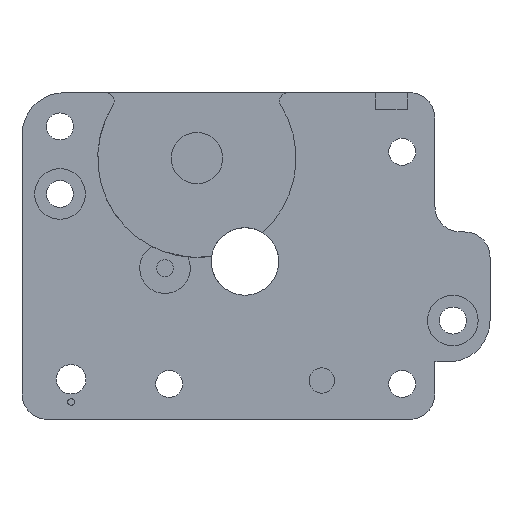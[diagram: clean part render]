
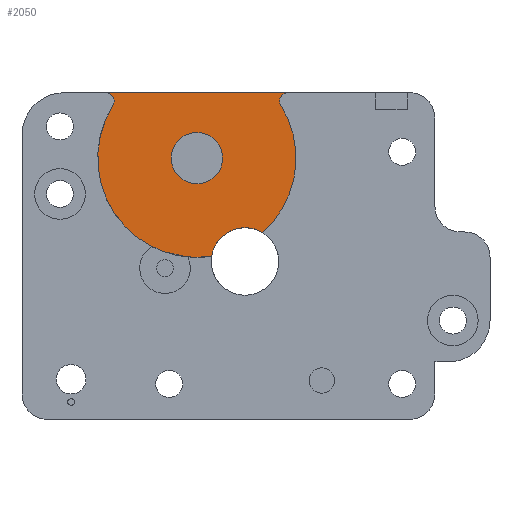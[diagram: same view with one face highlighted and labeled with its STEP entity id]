
A CAD part, left-side view. The second image highlights one B-rep face of the part: STEP entity #2050.
In plain terms, the highlighted planar face has unit normal (-1, 0, 0).
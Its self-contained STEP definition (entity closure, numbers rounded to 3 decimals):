
#26 = EDGE_CURVE ( 'NONE', #3100, #1630, #3355, .T. ) ;
#63 = ORIENTED_EDGE ( 'NONE', *, *, #2031, .F. ) ;
#235 = DIRECTION ( 'NONE',  ( 0., 0., -1. ) ) ;
#266 = ORIENTED_EDGE ( 'NONE', *, *, #3065, .F. ) ;
#435 = VERTEX_POINT ( 'NONE', #3114 ) ;
#464 = VERTEX_POINT ( 'NONE', #1840 ) ;
#597 = EDGE_LOOP ( 'NONE', ( #2387, #2612, #2611, #2896, #2753, #3299, #266 ) ) ;
#699 = DIRECTION ( 'NONE',  ( 0., 0., -1. ) ) ;
#779 = CARTESIAN_POINT ( 'NONE',  ( 20.07, 5.905, 65.904 ) ) ;
#794 = DIRECTION ( 'NONE',  ( 0., 0., -1. ) ) ;
#845 = PLANE ( 'NONE',  #2064 ) ;
#851 = CARTESIAN_POINT ( 'NONE',  ( 20.07, 0.2, 57.669 ) ) ;
#935 = DIRECTION ( 'NONE',  ( 0., 0., -1. ) ) ;
#947 = VERTEX_POINT ( 'NONE', #2266 ) ;
#957 = VECTOR ( 'NONE', #2948, 1000. ) ;
#1095 = AXIS2_PLACEMENT_3D ( 'NONE', #1140, #2795, #4128 ) ;
#1118 = CARTESIAN_POINT ( 'NONE',  ( 20.07, -4.054, 72.138 ) ) ;
#1140 = CARTESIAN_POINT ( 'NONE',  ( 20.07, 5.905, 65.904 ) ) ;
#1217 = DIRECTION ( 'NONE',  ( 0., 0., -1. ) ) ;
#1310 = CARTESIAN_POINT ( 'NONE',  ( 20.07, -4.902, 72.669 ) ) ;
#1317 = CARTESIAN_POINT ( 'NONE',  ( 20.07, 5.905, 68.954 ) ) ;
#1346 = EDGE_CURVE ( 'NONE', #464, #3420, #3809, .T. ) ;
#1440 = FACE_BOUND ( 'NONE', #2153, .T. ) ;
#1443 = CIRCLE ( 'NONE', #2836, 4. ) ;
#1464 = FACE_OUTER_BOUND ( 'NONE', #597, .T. ) ;
#1485 = CARTESIAN_POINT ( 'NONE',  ( 20.07, 5.905, 65.904 ) ) ;
#1507 = AXIS2_PLACEMENT_3D ( 'NONE', #2032, #2421, #699 ) ;
#1542 = DIRECTION ( 'NONE',  ( -1., 0., 0. ) ) ;
#1580 = CARTESIAN_POINT ( 'NONE',  ( 20.07, 5.905, 65.904 ) ) ;
#1630 = VERTEX_POINT ( 'NONE', #4181 ) ;
#1643 = LINE ( 'NONE', #1969, #957 ) ;
#1702 = EDGE_CURVE ( 'NONE', #2959, #3298, #3603, .T. ) ;
#1722 = VERTEX_POINT ( 'NONE', #851 ) ;
#1772 = EDGE_CURVE ( 'NONE', #947, #435, #1643, .T. ) ;
#1840 = CARTESIAN_POINT ( 'NONE',  ( 20.07, 4.152, 54.286 ) ) ;
#1969 = CARTESIAN_POINT ( 'NONE',  ( 20.07, -3.244, 73.669 ) ) ;
#2031 = EDGE_CURVE ( 'NONE', #1630, #3100, #2492, .T. ) ;
#2032 = CARTESIAN_POINT ( 'NONE',  ( 20.07, 16.713, 72.669 ) ) ;
#2050 = ADVANCED_FACE ( 'NONE', ( #1440, #1464 ), #845, .F. ) ;
#2064 = AXIS2_PLACEMENT_3D ( 'NONE', #779, #2811, #4076 ) ;
#2092 = DIRECTION ( 'NONE',  ( -1., 0., 0. ) ) ;
#2153 = EDGE_LOOP ( 'NONE', ( #3092, #63 ) ) ;
#2193 = DIRECTION ( 'NONE',  ( -1., 0., 0. ) ) ;
#2239 = CARTESIAN_POINT ( 'NONE',  ( 20.07, 0.2, 53.669 ) ) ;
#2266 = CARTESIAN_POINT ( 'NONE',  ( 20.07, 16.713, 73.669 ) ) ;
#2342 = CIRCLE ( 'NONE', #1507, 1. ) ;
#2387 = ORIENTED_EDGE ( 'NONE', *, *, #3931, .F. ) ;
#2421 = DIRECTION ( 'NONE',  ( 1., 0., 0. ) ) ;
#2430 = EDGE_CURVE ( 'NONE', #2959, #435, #3957, .T. ) ;
#2454 = CARTESIAN_POINT ( 'NONE',  ( 20.07, 5.905, 65.904 ) ) ;
#2492 = CIRCLE ( 'NONE', #2633, 3.05 ) ;
#2569 = AXIS2_PLACEMENT_3D ( 'NONE', #1310, #3926, #935 ) ;
#2611 = ORIENTED_EDGE ( 'NONE', *, *, #2430, .T. ) ;
#2612 = ORIENTED_EDGE ( 'NONE', *, *, #1702, .F. ) ;
#2633 = AXIS2_PLACEMENT_3D ( 'NONE', #1485, #2092, #4147 ) ;
#2753 = ORIENTED_EDGE ( 'NONE', *, *, #3330, .T. ) ;
#2795 = DIRECTION ( 'NONE',  ( 1., 0., 0. ) ) ;
#2808 = DIRECTION ( 'NONE',  ( -1., 0., 0. ) ) ;
#2811 = DIRECTION ( 'NONE',  ( 1., 0., 0. ) ) ;
#2829 = CIRCLE ( 'NONE', #3877, 4. ) ;
#2836 = AXIS2_PLACEMENT_3D ( 'NONE', #2239, #2193, #235 ) ;
#2863 = DIRECTION ( 'NONE',  ( 0., 0., 1. ) ) ;
#2882 = CARTESIAN_POINT ( 'NONE',  ( 20.07, 15.865, 72.138 ) ) ;
#2896 = ORIENTED_EDGE ( 'NONE', *, *, #1772, .F. ) ;
#2948 = DIRECTION ( 'NONE',  ( 0., -1., 0. ) ) ;
#2959 = VERTEX_POINT ( 'NONE', #1118 ) ;
#3011 = AXIS2_PLACEMENT_3D ( 'NONE', #1580, #1542, #2863 ) ;
#3065 = EDGE_CURVE ( 'NONE', #1722, #464, #1443, .T. ) ;
#3092 = ORIENTED_EDGE ( 'NONE', *, *, #26, .F. ) ;
#3100 = VERTEX_POINT ( 'NONE', #1317 ) ;
#3114 = CARTESIAN_POINT ( 'NONE',  ( 20.07, -4.902, 73.669 ) ) ;
#3298 = VERTEX_POINT ( 'NONE', #4021 ) ;
#3299 = ORIENTED_EDGE ( 'NONE', *, *, #1346, .F. ) ;
#3330 = EDGE_CURVE ( 'NONE', #947, #3420, #2342, .T. ) ;
#3355 = CIRCLE ( 'NONE', #3011, 3.05 ) ;
#3420 = VERTEX_POINT ( 'NONE', #2882 ) ;
#3603 = CIRCLE ( 'NONE', #1095, 11.75 ) ;
#3782 = DIRECTION ( 'NONE',  ( 1., 0., 0. ) ) ;
#3809 = CIRCLE ( 'NONE', #4032, 11.75 ) ;
#3877 = AXIS2_PLACEMENT_3D ( 'NONE', #4212, #2808, #1217 ) ;
#3926 = DIRECTION ( 'NONE',  ( 1., 0., 0. ) ) ;
#3931 = EDGE_CURVE ( 'NONE', #3298, #1722, #2829, .T. ) ;
#3957 = CIRCLE ( 'NONE', #2569, 1. ) ;
#4021 = CARTESIAN_POINT ( 'NONE',  ( 20.07, -1.868, 57.093 ) ) ;
#4032 = AXIS2_PLACEMENT_3D ( 'NONE', #2454, #3782, #794 ) ;
#4076 = DIRECTION ( 'NONE',  ( 0., 0., -1. ) ) ;
#4128 = DIRECTION ( 'NONE',  ( 0., 0., -1. ) ) ;
#4147 = DIRECTION ( 'NONE',  ( 0., 0., 1. ) ) ;
#4181 = CARTESIAN_POINT ( 'NONE',  ( 20.07, 5.905, 62.854 ) ) ;
#4212 = CARTESIAN_POINT ( 'NONE',  ( 20.07, 0.2, 53.669 ) ) ;
